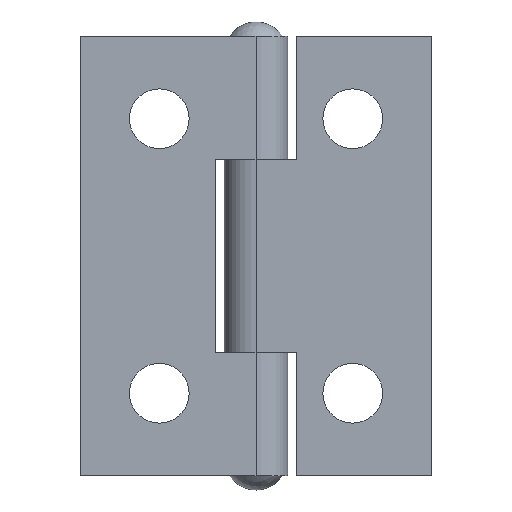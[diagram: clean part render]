
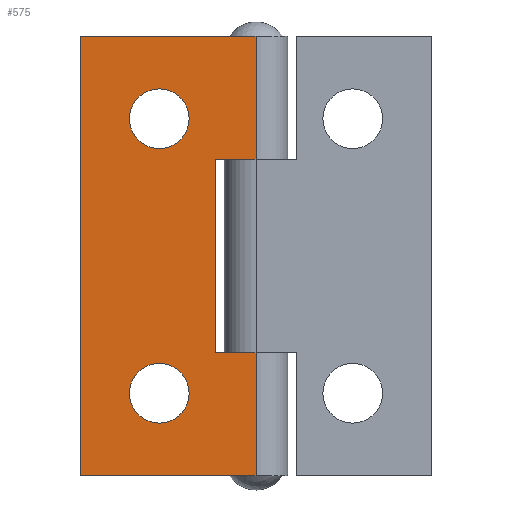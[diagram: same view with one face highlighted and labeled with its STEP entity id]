
A CAD part, front view. The second image highlights one B-rep face of the part: STEP entity #575.
In plain terms, the highlighted planar face has unit normal (0, -1, 0).
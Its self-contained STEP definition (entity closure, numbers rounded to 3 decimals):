
#22 = VERTEX_POINT ( 'NONE', #663 ) ;
#23 = EDGE_CURVE ( 'NONE', #22, #450, #662, .T. ) ;
#39 = EDGE_CURVE ( 'NONE', #465, #446, #703, .T. ) ;
#49 = EDGE_CURVE ( 'NONE', #53, #52, #684, .T. ) ;
#50 = ORIENTED_EDGE ( 'NONE', *, *, #564, .T. ) ;
#52 = VERTEX_POINT ( 'NONE', #679 ) ;
#53 = VERTEX_POINT ( 'NONE', #680 ) ;
#55 = ORIENTED_EDGE ( 'NONE', *, *, #49, .T. ) ;
#56 = EDGE_CURVE ( 'NONE', #357, #365, #740, .T. ) ;
#57 = EDGE_LOOP ( 'NONE', ( #55, #50, #565, #566, #567, #568, #569, #570 ) ) ;
#58 = ORIENTED_EDGE ( 'NONE', *, *, #359, .T. ) ;
#59 = EDGE_LOOP ( 'NONE', ( #60, #58 ) ) ;
#60 = ORIENTED_EDGE ( 'NONE', *, *, #56, .T. ) ;
#203 = VERTEX_POINT ( 'NONE', #909 ) ;
#204 = EDGE_CURVE ( 'NONE', #203, #206, #908, .T. ) ;
#206 = VERTEX_POINT ( 'NONE', #965 ) ;
#224 = ORIENTED_EDGE ( 'NONE', *, *, #204, .T. ) ;
#357 = VERTEX_POINT ( 'NONE', #1218 ) ;
#359 = EDGE_CURVE ( 'NONE', #365, #357, #1217, .T. ) ;
#365 = VERTEX_POINT ( 'NONE', #1196 ) ;
#425 = VERTEX_POINT ( 'NONE', #1333 ) ;
#428 = VERTEX_POINT ( 'NONE', #1328 ) ;
#434 = EDGE_CURVE ( 'NONE', #428, #425, #1318, .T. ) ;
#446 = VERTEX_POINT ( 'NONE', #1364 ) ;
#448 = EDGE_CURVE ( 'NONE', #446, #450, #1363, .T. ) ;
#450 = VERTEX_POINT ( 'NONE', #1359 ) ;
#463 = EDGE_CURVE ( 'NONE', #465, #428, #1404, .T. ) ;
#465 = VERTEX_POINT ( 'NONE', #1399 ) ;
#564 = EDGE_CURVE ( 'NONE', #52, #425, #1553, .T. ) ;
#565 = ORIENTED_EDGE ( 'NONE', *, *, #434, .F. ) ;
#566 = ORIENTED_EDGE ( 'NONE', *, *, #463, .F. ) ;
#567 = ORIENTED_EDGE ( 'NONE', *, *, #39, .T. ) ;
#568 = ORIENTED_EDGE ( 'NONE', *, *, #448, .T. ) ;
#569 = ORIENTED_EDGE ( 'NONE', *, *, #23, .F. ) ;
#570 = ORIENTED_EDGE ( 'NONE', *, *, #571, .T. ) ;
#571 = EDGE_CURVE ( 'NONE', #22, #53, #1549, .T. ) ;
#575 = ADVANCED_FACE ( 'NONE', ( #1603, #1602, #1601 ), #1609, .F. ) ;
#576 = EDGE_LOOP ( 'NONE', ( #577, #224 ) ) ;
#577 = ORIENTED_EDGE ( 'NONE', *, *, #578, .T. ) ;
#578 = EDGE_CURVE ( 'NONE', #206, #203, #1596, .T. ) ;
#659 = DIRECTION ( 'NONE',  ( 0., 0., -1. ) ) ;
#660 = VECTOR ( 'NONE', #659, 1000. ) ;
#661 = CARTESIAN_POINT ( 'NONE',  ( 0., -1.8, 12.5 ) ) ;
#662 = LINE ( 'NONE', #661, #660 ) ;
#663 = CARTESIAN_POINT ( 'NONE',  ( 0., -1.8, -5.5 ) ) ;
#679 = CARTESIAN_POINT ( 'NONE',  ( -2.3, -1.8, 5.5 ) ) ;
#680 = CARTESIAN_POINT ( 'NONE',  ( -2.3, -1.8, -5.5 ) ) ;
#681 = DIRECTION ( 'NONE',  ( 0., 0., 1. ) ) ;
#682 = VECTOR ( 'NONE', #681, 1000. ) ;
#683 = CARTESIAN_POINT ( 'NONE',  ( -2.3, -1.8, 12.5 ) ) ;
#684 = LINE ( 'NONE', #683, #682 ) ;
#700 = DIRECTION ( 'NONE',  ( 0., 0., -1. ) ) ;
#701 = VECTOR ( 'NONE', #700, 1000. ) ;
#702 = CARTESIAN_POINT ( 'NONE',  ( -10., -1.8, 12.5 ) ) ;
#703 = LINE ( 'NONE', #702, #701 ) ;
#736 = DIRECTION ( 'NONE',  ( 0., 0., 1. ) ) ;
#737 = DIRECTION ( 'NONE',  ( 0., 1., 0. ) ) ;
#738 = CARTESIAN_POINT ( 'NONE',  ( -5.5, -1.8, 7.8 ) ) ;
#739 = AXIS2_PLACEMENT_3D ( 'NONE', #738, #737, #736 ) ;
#740 = CIRCLE ( 'NONE', #739, 1.7 ) ;
#905 = DIRECTION ( 'NONE',  ( 0., 1., 0. ) ) ;
#906 = CARTESIAN_POINT ( 'NONE',  ( -5.5, -1.8, -7.8 ) ) ;
#907 = AXIS2_PLACEMENT_3D ( 'NONE', #906, #905, #966 ) ;
#908 = CIRCLE ( 'NONE', #907, 1.7 ) ;
#909 = CARTESIAN_POINT ( 'NONE',  ( -5.5, -1.8, -9.5 ) ) ;
#965 = CARTESIAN_POINT ( 'NONE',  ( -5.5, -1.8, -6.1 ) ) ;
#966 = DIRECTION ( 'NONE',  ( 0., 0., 1. ) ) ;
#1196 = CARTESIAN_POINT ( 'NONE',  ( -5.5, -1.8, 6.1 ) ) ;
#1213 = DIRECTION ( 'NONE',  ( 0., 0., 1. ) ) ;
#1214 = DIRECTION ( 'NONE',  ( 0., 1., 0. ) ) ;
#1215 = CARTESIAN_POINT ( 'NONE',  ( -5.5, -1.8, 7.8 ) ) ;
#1216 = AXIS2_PLACEMENT_3D ( 'NONE', #1215, #1214, #1213 ) ;
#1217 = CIRCLE ( 'NONE', #1216, 1.7 ) ;
#1218 = CARTESIAN_POINT ( 'NONE',  ( -5.5, -1.8, 9.5 ) ) ;
#1318 = LINE ( 'NONE', #1381, #1380 ) ;
#1328 = CARTESIAN_POINT ( 'NONE',  ( 0., -1.8, 12.5 ) ) ;
#1333 = CARTESIAN_POINT ( 'NONE',  ( 0., -1.8, 5.5 ) ) ;
#1359 = CARTESIAN_POINT ( 'NONE',  ( 0., -1.8, -12.5 ) ) ;
#1360 = DIRECTION ( 'NONE',  ( 1., 0., 0. ) ) ;
#1361 = VECTOR ( 'NONE', #1360, 1000. ) ;
#1362 = CARTESIAN_POINT ( 'NONE',  ( 0., -1.8, -12.5 ) ) ;
#1363 = LINE ( 'NONE', #1362, #1361 ) ;
#1364 = CARTESIAN_POINT ( 'NONE',  ( -10., -1.8, -12.5 ) ) ;
#1379 = DIRECTION ( 'NONE',  ( 0., 0., -1. ) ) ;
#1380 = VECTOR ( 'NONE', #1379, 1000. ) ;
#1381 = CARTESIAN_POINT ( 'NONE',  ( 0., -1.8, 12.5 ) ) ;
#1399 = CARTESIAN_POINT ( 'NONE',  ( -10., -1.8, 12.5 ) ) ;
#1401 = DIRECTION ( 'NONE',  ( 1., 0., 0. ) ) ;
#1402 = VECTOR ( 'NONE', #1401, 1000. ) ;
#1403 = CARTESIAN_POINT ( 'NONE',  ( 0., -1.8, 12.5 ) ) ;
#1404 = LINE ( 'NONE', #1403, #1402 ) ;
#1545 = DIRECTION ( 'NONE',  ( -1., 0., 0. ) ) ;
#1546 = VECTOR ( 'NONE', #1545, 1000. ) ;
#1547 = CARTESIAN_POINT ( 'NONE',  ( 0., -1.8, -5.5 ) ) ;
#1549 = LINE ( 'NONE', #1547, #1546 ) ;
#1550 = DIRECTION ( 'NONE',  ( 1., 0., 0. ) ) ;
#1551 = VECTOR ( 'NONE', #1550, 1000. ) ;
#1552 = CARTESIAN_POINT ( 'NONE',  ( 0., -1.8, 5.5 ) ) ;
#1553 = LINE ( 'NONE', #1552, #1551 ) ;
#1592 = DIRECTION ( 'NONE',  ( 0., 0., 1. ) ) ;
#1593 = DIRECTION ( 'NONE',  ( 0., 1., 0. ) ) ;
#1594 = CARTESIAN_POINT ( 'NONE',  ( -5.5, -1.8, -7.8 ) ) ;
#1595 = AXIS2_PLACEMENT_3D ( 'NONE', #1594, #1593, #1592 ) ;
#1596 = CIRCLE ( 'NONE', #1595, 1.7 ) ;
#1597 = DIRECTION ( 'NONE',  ( -1., 0., 0. ) ) ;
#1598 = DIRECTION ( 'NONE',  ( 0., 1., 0. ) ) ;
#1599 = CARTESIAN_POINT ( 'NONE',  ( 0., -1.8, 12.5 ) ) ;
#1600 = AXIS2_PLACEMENT_3D ( 'NONE', #1599, #1598, #1597 ) ;
#1601 = FACE_OUTER_BOUND ( 'NONE', #57, .T. ) ;
#1602 = FACE_BOUND ( 'NONE', #59, .T. ) ;
#1603 = FACE_BOUND ( 'NONE', #576, .T. ) ;
#1609 = PLANE ( 'NONE',  #1600 ) ;
